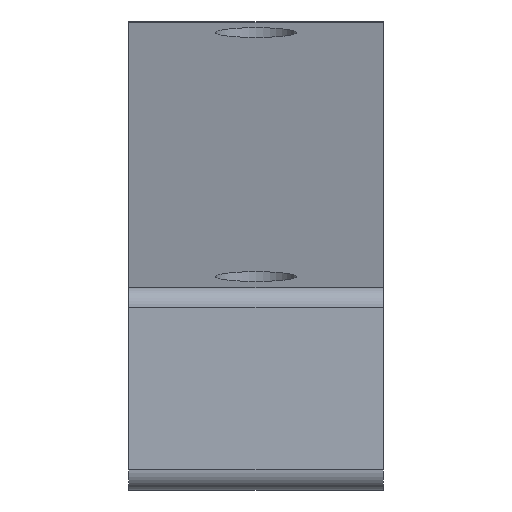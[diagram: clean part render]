
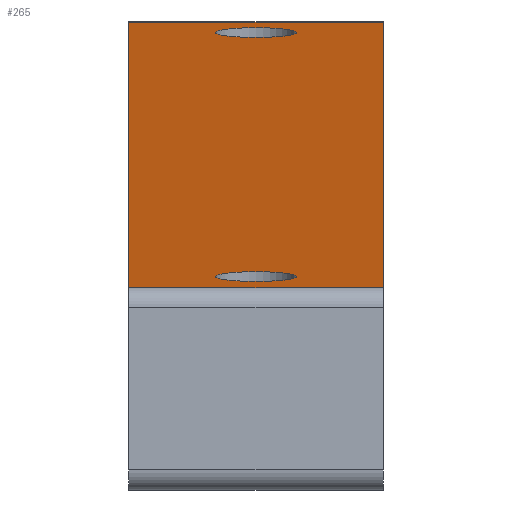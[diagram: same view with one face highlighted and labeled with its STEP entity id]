
A CAD part, front view. The second image highlights one B-rep face of the part: STEP entity #265.
In plain terms, the highlighted planar face has unit normal (0, -0.122, 0.993).
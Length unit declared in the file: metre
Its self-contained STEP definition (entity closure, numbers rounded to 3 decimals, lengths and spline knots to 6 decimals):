
#30=CIRCLE('',#299,0.002);
#31=CIRCLE('',#300,0.002);
#58=ORIENTED_EDGE('',*,*,#122,.F.);
#59=ORIENTED_EDGE('',*,*,#123,.F.);
#60=ORIENTED_EDGE('',*,*,#124,.T.);
#61=ORIENTED_EDGE('',*,*,#125,.T.);
#62=ORIENTED_EDGE('',*,*,#126,.F.);
#63=ORIENTED_EDGE('',*,*,#127,.T.);
#122=EDGE_CURVE('',#154,#154,#30,.T.);
#123=EDGE_CURVE('',#155,#155,#31,.T.);
#124=EDGE_CURVE('',#156,#157,#180,.T.);
#125=EDGE_CURVE('',#157,#158,#181,.T.);
#126=EDGE_CURVE('',#159,#158,#182,.T.);
#127=EDGE_CURVE('',#159,#156,#183,.F.);
#154=VERTEX_POINT('',#447);
#155=VERTEX_POINT('',#449);
#156=VERTEX_POINT('',#451);
#157=VERTEX_POINT('',#452);
#158=VERTEX_POINT('',#454);
#159=VERTEX_POINT('',#456);
#180=LINE('',#450,#196);
#181=LINE('',#453,#197);
#182=LINE('',#455,#198);
#183=LINE('',#457,#199);
#196=VECTOR('',#357,1.);
#197=VECTOR('',#358,1.);
#198=VECTOR('',#359,1.);
#199=VECTOR('',#360,1.);
#205=EDGE_LOOP('',(#58));
#206=EDGE_LOOP('',(#59));
#207=EDGE_LOOP('',(#60,#61,#62,#63));
#231=FACE_BOUND('',#205,.T.);
#232=FACE_BOUND('',#206,.T.);
#233=FACE_BOUND('',#207,.T.);
#259=PLANE('',#298);
#265=ADVANCED_FACE('',(#231,#232,#233),#259,.T.);
#298=AXIS2_PLACEMENT_3D('',#445,#351,#352);
#299=AXIS2_PLACEMENT_3D('',#446,#353,#354);
#300=AXIS2_PLACEMENT_3D('',#448,#355,#356);
#351=DIRECTION('',(0.,-0.122,0.993));
#352=DIRECTION('',(0.,-0.993,-0.122));
#353=DIRECTION('',(0.,-0.122,0.993));
#354=DIRECTION('',(0.,-0.993,-0.122));
#355=DIRECTION('',(0.,-0.122,0.993));
#356=DIRECTION('',(0.,-0.993,-0.122));
#357=DIRECTION('',(0.,0.993,0.122));
#358=DIRECTION('',(-1.,0.,0.));
#359=DIRECTION('',(0.,0.993,0.122));
#360=DIRECTION('',(-1.,0.,0.));
#445=CARTESIAN_POINT('',(0.00635,0.,0.016753));
#446=CARTESIAN_POINT('',(0.,0.049627,0.022847));
#447=CARTESIAN_POINT('',(0.,0.047642,0.022603));
#448=CARTESIAN_POINT('',(0.,-0.049627,0.01066));
#449=CARTESIAN_POINT('',(0.,-0.051612,0.010416));
#450=CARTESIAN_POINT('',(0.00635,0.,0.016753));
#451=CARTESIAN_POINT('',(0.00635,-0.054122,0.010108));
#452=CARTESIAN_POINT('',(0.00635,0.053878,0.023369));
#453=CARTESIAN_POINT('',(0.00635,0.053878,0.023369));
#454=CARTESIAN_POINT('',(-0.00635,0.053878,0.023369));
#455=CARTESIAN_POINT('',(-0.00635,0.,0.016753));
#456=CARTESIAN_POINT('',(-0.00635,-0.054122,0.010108));
#457=CARTESIAN_POINT('',(0.00635,-0.054122,0.010108));
